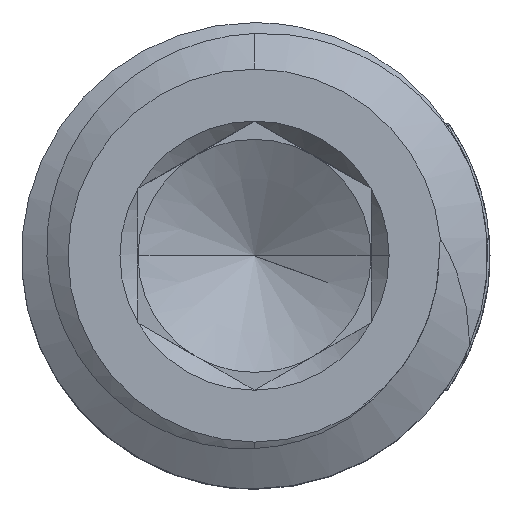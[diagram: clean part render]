
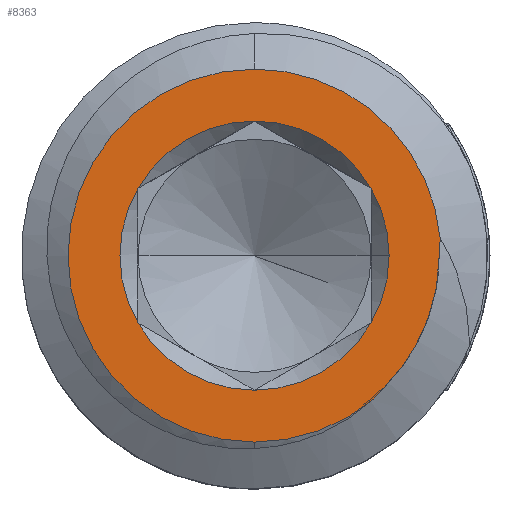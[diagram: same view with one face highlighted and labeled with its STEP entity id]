
A CAD part, top view. The second image highlights one B-rep face of the part: STEP entity #8363.
In plain terms, the highlighted planar face has unit normal (0, 0, 1).
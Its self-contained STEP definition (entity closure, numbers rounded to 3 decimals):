
#8 = ORIENTED_EDGE ( 'NONE', *, *, #3948, .F. ) ;
#13 = ORIENTED_EDGE ( 'NONE', *, *, #3891, .F. ) ;
#18 = VERTEX_POINT ( 'NONE', #6797 ) ;
#22 = VERTEX_POINT ( 'NONE', #6794 ) ;
#26 = VERTEX_POINT ( 'NONE', #6796 ) ;
#43 = ORIENTED_EDGE ( 'NONE', *, *, #3889, .F. ) ;
#50 = ORIENTED_EDGE ( 'NONE', *, *, #3888, .F. ) ;
#125 = VERTEX_POINT ( 'NONE', #6897 ) ;
#141 = ORIENTED_EDGE ( 'NONE', *, *, #3893, .F. ) ;
#176 = VERTEX_POINT ( 'NONE', #6671 ) ;
#193 = VERTEX_POINT ( 'NONE', #6672 ) ;
#194 = ORIENTED_EDGE ( 'NONE', *, *, #3887, .F. ) ;
#197 = ORIENTED_EDGE ( 'NONE', *, *, #3890, .F. ) ;
#199 = ORIENTED_EDGE ( 'NONE', *, *, #3886, .T. ) ;
#201 = VERTEX_POINT ( 'NONE', #6683 ) ;
#211 = ORIENTED_EDGE ( 'NONE', *, *, #4082, .F. ) ;
#213 = ORIENTED_EDGE ( 'NONE', *, *, #4083, .F. ) ;
#214 = VERTEX_POINT ( 'NONE', #6686 ) ;
#239 = EDGE_LOOP ( 'NONE', ( #141, #464, #8, #13, #197, #43, #50 ) ) ;
#252 = ORIENTED_EDGE ( 'NONE', *, *, #3909, .T. ) ;
#277 = ORIENTED_EDGE ( 'NONE', *, *, #3912, .T. ) ;
#283 = VERTEX_POINT ( 'NONE', #6801 ) ;
#289 = VERTEX_POINT ( 'NONE', #6807 ) ;
#293 = VERTEX_POINT ( 'NONE', #6812 ) ;
#383 = VERTEX_POINT ( 'NONE', #7216 ) ;
#388 = EDGE_LOOP ( 'NONE', ( #194, #199, #252, #277, #213, #211 ) ) ;
#445 = VERTEX_POINT ( 'NONE', #6709 ) ;
#464 = ORIENTED_EDGE ( 'NONE', *, *, #3892, .F. ) ;
#505 = B_SPLINE_CURVE_WITH_KNOTS ( 'NONE', 3,
 ( #7735, #7705, #7695, #7694, #7693, #7692, #7691, #7690, #7689, #7687 ),
 .UNSPECIFIED., .F., .F.,
 ( 4, 2, 2, 2, 4 ),
 ( 0., 0., 0.001, 0.001, 0.002 ),
 .UNSPECIFIED. ) ;
#506 = B_SPLINE_CURVE_WITH_KNOTS ( 'NONE', 3,
 ( #7697, #7698, #7682, #7681 ),
 .UNSPECIFIED., .F., .F.,
 ( 4, 4 ),
 ( 0., 0. ),
 .UNSPECIFIED. ) ;
#874 = AXIS2_PLACEMENT_3D ( 'NONE', #3396, #3401, #3402 ) ;
#3396 = CARTESIAN_POINT ( 'NONE',  ( 0., 0., 2.088 ) ) ;
#3399 = PLANE ( 'NONE',  #874 ) ;
#3401 = DIRECTION ( 'NONE',  ( 0., 0., -1. ) ) ;
#3402 = DIRECTION ( 'NONE',  ( 0., 1., 0. ) ) ;
#3886 = EDGE_CURVE ( 'NONE', #176, #214, #4098, .T. ) ;
#3887 = EDGE_CURVE ( 'NONE', #176, #26, #6635, .T. ) ;
#3888 = EDGE_CURVE ( 'NONE', #283, #201, #4096, .T. ) ;
#3889 = EDGE_CURVE ( 'NONE', #201, #445, #4104, .T. ) ;
#3890 = EDGE_CURVE ( 'NONE', #445, #293, #4092, .T. ) ;
#3891 = EDGE_CURVE ( 'NONE', #293, #383, #4122, .T. ) ;
#3892 = EDGE_CURVE ( 'NONE', #125, #22, #4139, .T. ) ;
#3893 = EDGE_CURVE ( 'NONE', #22, #283, #4147, .T. ) ;
#3909 = EDGE_CURVE ( 'NONE', #214, #193, #9814, .T. ) ;
#3912 = EDGE_CURVE ( 'NONE', #193, #18, #9809, .T. ) ;
#3948 = EDGE_CURVE ( 'NONE', #383, #125, #5654, .T. ) ;
#4082 = EDGE_CURVE ( 'NONE', #26, #289, #505, .T. ) ;
#4083 = EDGE_CURVE ( 'NONE', #289, #18, #506, .T. ) ;
#4092 = CIRCLE ( 'NONE', #9846, 1.443 ) ;
#4096 = CIRCLE ( 'NONE', #9844, 1.443 ) ;
#4098 = CIRCLE ( 'NONE', #9843, 2. ) ;
#4104 = CIRCLE ( 'NONE', #9845, 1.443 ) ;
#4122 = CIRCLE ( 'NONE', #9847, 1.443 ) ;
#4139 = CIRCLE ( 'NONE', #9848, 1.443 ) ;
#4147 = CIRCLE ( 'NONE', #9849, 1.443 ) ;
#5654 = CIRCLE ( 'NONE', #9858, 1.443 ) ;
#5877 = FACE_BOUND ( 'NONE', #239, .T. ) ;
#5894 = FACE_OUTER_BOUND ( 'NONE', #388, .T. ) ;
#6635 = B_SPLINE_CURVE_WITH_KNOTS ( 'NONE', 3,
 ( #6713, #6715, #7128, #7145 ),
 .UNSPECIFIED., .F., .F.,
 ( 4, 4 ),
 ( 0.002, 0.002 ),
 .UNSPECIFIED. ) ;
#6646 = DIRECTION ( 'NONE',  ( 0., 0., 1. ) ) ;
#6649 = DIRECTION ( 'NONE',  ( 0., -1., 0. ) ) ;
#6651 = CARTESIAN_POINT ( 'NONE',  ( 0., 0., 2.088 ) ) ;
#6671 = CARTESIAN_POINT ( 'NONE',  ( 1.992, 0.184, 2.088 ) ) ;
#6672 = CARTESIAN_POINT ( 'NONE',  ( 0., -2., 2.088 ) ) ;
#6683 = CARTESIAN_POINT ( 'NONE',  ( -1.25, -0.722, 2.088 ) ) ;
#6686 = CARTESIAN_POINT ( 'NONE',  ( 0., 2., 2.088 ) ) ;
#6709 = CARTESIAN_POINT ( 'NONE',  ( 0., -1.443, 2.088 ) ) ;
#6713 = CARTESIAN_POINT ( 'NONE',  ( 1.992, 0.184, 2.088 ) ) ;
#6715 = CARTESIAN_POINT ( 'NONE',  ( 1.991, 0.123, 2.088 ) ) ;
#6719 = CARTESIAN_POINT ( 'NONE',  ( 0., 0., 2.088 ) ) ;
#6720 = DIRECTION ( 'NONE',  ( 0., 0., 1. ) ) ;
#6722 = DIRECTION ( 'NONE',  ( 1., 0., 0. ) ) ;
#6723 = CARTESIAN_POINT ( 'NONE',  ( 0., 0., 2.088 ) ) ;
#6724 = DIRECTION ( 'NONE',  ( 0., 0., 1. ) ) ;
#6725 = DIRECTION ( 'NONE',  ( 1., 0., 0. ) ) ;
#6726 = CARTESIAN_POINT ( 'NONE',  ( 0., 0., 2.088 ) ) ;
#6727 = DIRECTION ( 'NONE',  ( 0., 0., 1. ) ) ;
#6728 = DIRECTION ( 'NONE',  ( 0., 0., 1. ) ) ;
#6729 = DIRECTION ( 'NONE',  ( 1., 0., 0. ) ) ;
#6794 = CARTESIAN_POINT ( 'NONE',  ( 0., 1.443, 2.088 ) ) ;
#6796 = CARTESIAN_POINT ( 'NONE',  ( 1.98, 0., 2.088 ) ) ;
#6797 = CARTESIAN_POINT ( 'NONE',  ( 1.278, -1.538, 2.088 ) ) ;
#6801 = CARTESIAN_POINT ( 'NONE',  ( -1.25, 0.722, 2.088 ) ) ;
#6807 = CARTESIAN_POINT ( 'NONE',  ( 1.4, -1.4, 2.088 ) ) ;
#6812 = CARTESIAN_POINT ( 'NONE',  ( 1.25, -0.722, 2.088 ) ) ;
#6897 = CARTESIAN_POINT ( 'NONE',  ( 1.25, 0.722, 2.088 ) ) ;
#6920 = DIRECTION ( 'NONE',  ( 1., 0., 0. ) ) ;
#6986 = CARTESIAN_POINT ( 'NONE',  ( 0., 0., 2.088 ) ) ;
#7072 = DIRECTION ( 'NONE',  ( 0., 0., 1. ) ) ;
#7078 = CARTESIAN_POINT ( 'NONE',  ( 0., 0., 2.088 ) ) ;
#7079 = DIRECTION ( 'NONE',  ( 0., -1., 0. ) ) ;
#7081 = DIRECTION ( 'NONE',  ( 1., 0., 0. ) ) ;
#7096 = CARTESIAN_POINT ( 'NONE',  ( 0., 0., 2.088 ) ) ;
#7121 = DIRECTION ( 'NONE',  ( 0., -1., 0. ) ) ;
#7128 = CARTESIAN_POINT ( 'NONE',  ( 1.987, 0.061, 2.088 ) ) ;
#7145 = CARTESIAN_POINT ( 'NONE',  ( 1.98, 0., 2.088 ) ) ;
#7154 = DIRECTION ( 'NONE',  ( 1., 0., 0. ) ) ;
#7155 = DIRECTION ( 'NONE',  ( 0., 0., 1. ) ) ;
#7164 = DIRECTION ( 'NONE',  ( 0., 0., 1. ) ) ;
#7180 = DIRECTION ( 'NONE',  ( 0., 0., 1. ) ) ;
#7188 = CARTESIAN_POINT ( 'NONE',  ( 0., 0., 2.088 ) ) ;
#7207 = DIRECTION ( 'NONE',  ( 0., 0., 1. ) ) ;
#7216 = CARTESIAN_POINT ( 'NONE',  ( 1.443, 0., 2.088 ) ) ;
#7217 = DIRECTION ( 'NONE',  ( 1., 0., 0. ) ) ;
#7282 = CARTESIAN_POINT ( 'NONE',  ( 0., 0., 2.088 ) ) ;
#7290 = CARTESIAN_POINT ( 'NONE',  ( 0., 0., 2.088 ) ) ;
#7681 = CARTESIAN_POINT ( 'NONE',  ( 1.278, -1.538, 2.088 ) ) ;
#7682 = CARTESIAN_POINT ( 'NONE',  ( 1.321, -1.494, 2.088 ) ) ;
#7687 = CARTESIAN_POINT ( 'NONE',  ( 1.4, -1.4, 2.088 ) ) ;
#7689 = CARTESIAN_POINT ( 'NONE',  ( 1.493, -1.308, 2.088 ) ) ;
#7690 = CARTESIAN_POINT ( 'NONE',  ( 1.575, -1.208, 2.088 ) ) ;
#7691 = CARTESIAN_POINT ( 'NONE',  ( 1.718, -0.994, 2.088 ) ) ;
#7692 = CARTESIAN_POINT ( 'NONE',  ( 1.78, -0.878, 2.088 ) ) ;
#7693 = CARTESIAN_POINT ( 'NONE',  ( 1.879, -0.638, 2.088 ) ) ;
#7694 = CARTESIAN_POINT ( 'NONE',  ( 1.917, -0.515, 2.088 ) ) ;
#7695 = CARTESIAN_POINT ( 'NONE',  ( 1.967, -0.262, 2.088 ) ) ;
#7697 = CARTESIAN_POINT ( 'NONE',  ( 1.4, -1.4, 2.088 ) ) ;
#7698 = CARTESIAN_POINT ( 'NONE',  ( 1.361, -1.448, 2.088 ) ) ;
#7705 = CARTESIAN_POINT ( 'NONE',  ( 1.98, -0.131, 2.088 ) ) ;
#7735 = CARTESIAN_POINT ( 'NONE',  ( 1.98, 0., 2.088 ) ) ;
#8363 = ADVANCED_FACE ( 'NONE', ( #5877, #5894 ), #3399, .F. ) ;
#9809 = CIRCLE ( 'NONE', #9854, 2. ) ;
#9814 = CIRCLE ( 'NONE', #9853, 2. ) ;
#9843 = AXIS2_PLACEMENT_3D ( 'NONE', #7282, #7207, #7121 ) ;
#9844 = AXIS2_PLACEMENT_3D ( 'NONE', #7290, #7180, #7217 ) ;
#9845 = AXIS2_PLACEMENT_3D ( 'NONE', #7188, #6724, #6722 ) ;
#9846 = AXIS2_PLACEMENT_3D ( 'NONE', #6723, #6727, #6729 ) ;
#9847 = AXIS2_PLACEMENT_3D ( 'NONE', #6726, #6728, #6725 ) ;
#9848 = AXIS2_PLACEMENT_3D ( 'NONE', #6719, #6720, #7154 ) ;
#9849 = AXIS2_PLACEMENT_3D ( 'NONE', #7078, #7155, #7081 ) ;
#9853 = AXIS2_PLACEMENT_3D ( 'NONE', #6651, #6646, #6649 ) ;
#9854 = AXIS2_PLACEMENT_3D ( 'NONE', #7096, #7164, #7079 ) ;
#9858 = AXIS2_PLACEMENT_3D ( 'NONE', #6986, #7072, #6920 ) ;
